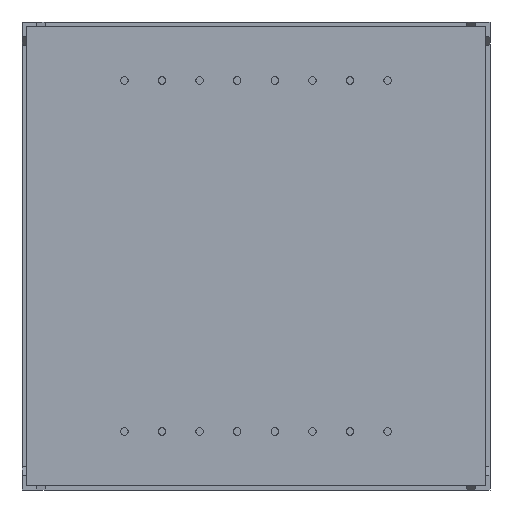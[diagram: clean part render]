
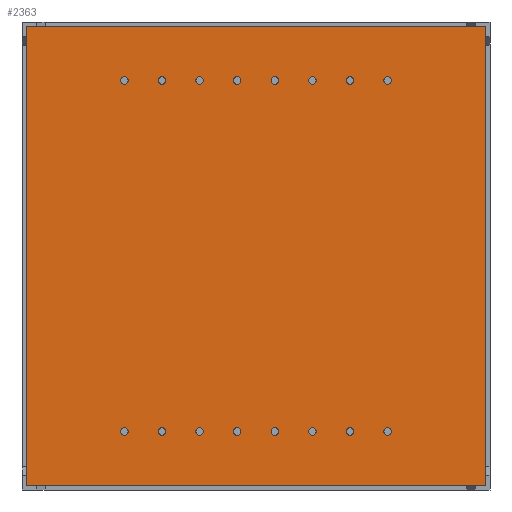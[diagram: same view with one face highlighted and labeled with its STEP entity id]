
A CAD part, front view. The second image highlights one B-rep face of the part: STEP entity #2363.
In plain terms, the highlighted planar face has unit normal (0, -1, 0).
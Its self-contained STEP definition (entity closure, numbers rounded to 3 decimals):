
#158=FACE_BOUND('',#601,.T.);
#159=FACE_BOUND('',#602,.T.);
#160=FACE_BOUND('',#603,.T.);
#161=FACE_BOUND('',#604,.T.);
#162=FACE_BOUND('',#605,.T.);
#163=FACE_BOUND('',#606,.T.);
#164=FACE_BOUND('',#607,.T.);
#165=FACE_BOUND('',#608,.T.);
#166=FACE_BOUND('',#609,.T.);
#167=FACE_BOUND('',#610,.T.);
#168=FACE_BOUND('',#611,.T.);
#169=FACE_BOUND('',#612,.T.);
#170=FACE_BOUND('',#613,.T.);
#171=FACE_BOUND('',#614,.T.);
#172=FACE_BOUND('',#615,.T.);
#173=FACE_BOUND('',#616,.T.);
#254=CIRCLE('',#2552,0.255);
#255=CIRCLE('',#2553,0.255);
#256=CIRCLE('',#2554,0.255);
#257=CIRCLE('',#2555,0.255);
#258=CIRCLE('',#2556,0.255);
#259=CIRCLE('',#2557,0.255);
#260=CIRCLE('',#2558,0.255);
#261=CIRCLE('',#2559,0.255);
#262=CIRCLE('',#2560,0.255);
#263=CIRCLE('',#2561,0.255);
#264=CIRCLE('',#2562,0.255);
#265=CIRCLE('',#2563,0.255);
#266=CIRCLE('',#2564,0.255);
#267=CIRCLE('',#2565,0.255);
#268=CIRCLE('',#2566,0.255);
#269=CIRCLE('',#2567,0.255);
#414=FACE_OUTER_BOUND('',#600,.T.);
#600=EDGE_LOOP('',(#1530,#1531,#1532,#1533));
#601=EDGE_LOOP('',(#1534));
#602=EDGE_LOOP('',(#1535));
#603=EDGE_LOOP('',(#1536));
#604=EDGE_LOOP('',(#1537));
#605=EDGE_LOOP('',(#1538));
#606=EDGE_LOOP('',(#1539));
#607=EDGE_LOOP('',(#1540));
#608=EDGE_LOOP('',(#1541));
#609=EDGE_LOOP('',(#1542));
#610=EDGE_LOOP('',(#1543));
#611=EDGE_LOOP('',(#1544));
#612=EDGE_LOOP('',(#1545));
#613=EDGE_LOOP('',(#1546));
#614=EDGE_LOOP('',(#1547));
#615=EDGE_LOOP('',(#1548));
#616=EDGE_LOOP('',(#1549));
#882=LINE('',#3475,#954);
#883=LINE('',#3477,#955);
#884=LINE('',#3479,#956);
#885=LINE('',#3480,#957);
#954=VECTOR('',#2837,31.4);
#955=VECTOR('',#2838,31.4);
#956=VECTOR('',#2839,31.4);
#957=VECTOR('',#2840,31.4);
#1026=VERTEX_POINT('',#3473);
#1027=VERTEX_POINT('',#3474);
#1028=VERTEX_POINT('',#3476);
#1029=VERTEX_POINT('',#3478);
#1030=VERTEX_POINT('',#3481);
#1031=VERTEX_POINT('',#3483);
#1032=VERTEX_POINT('',#3485);
#1033=VERTEX_POINT('',#3487);
#1034=VERTEX_POINT('',#3489);
#1035=VERTEX_POINT('',#3491);
#1036=VERTEX_POINT('',#3493);
#1037=VERTEX_POINT('',#3495);
#1038=VERTEX_POINT('',#3497);
#1039=VERTEX_POINT('',#3499);
#1040=VERTEX_POINT('',#3501);
#1041=VERTEX_POINT('',#3503);
#1042=VERTEX_POINT('',#3505);
#1043=VERTEX_POINT('',#3507);
#1044=VERTEX_POINT('',#3509);
#1045=VERTEX_POINT('',#3511);
#1234=EDGE_CURVE('',#1026,#1027,#882,.T.);
#1235=EDGE_CURVE('',#1027,#1028,#883,.T.);
#1236=EDGE_CURVE('',#1028,#1029,#884,.T.);
#1237=EDGE_CURVE('',#1029,#1026,#885,.T.);
#1238=EDGE_CURVE('',#1030,#1030,#254,.F.);
#1239=EDGE_CURVE('',#1031,#1031,#255,.F.);
#1240=EDGE_CURVE('',#1032,#1032,#256,.F.);
#1241=EDGE_CURVE('',#1033,#1033,#257,.F.);
#1242=EDGE_CURVE('',#1034,#1034,#258,.F.);
#1243=EDGE_CURVE('',#1035,#1035,#259,.F.);
#1244=EDGE_CURVE('',#1036,#1036,#260,.F.);
#1245=EDGE_CURVE('',#1037,#1037,#261,.F.);
#1246=EDGE_CURVE('',#1038,#1038,#262,.F.);
#1247=EDGE_CURVE('',#1039,#1039,#263,.F.);
#1248=EDGE_CURVE('',#1040,#1040,#264,.F.);
#1249=EDGE_CURVE('',#1041,#1041,#265,.F.);
#1250=EDGE_CURVE('',#1042,#1042,#266,.F.);
#1251=EDGE_CURVE('',#1043,#1043,#267,.F.);
#1252=EDGE_CURVE('',#1044,#1044,#268,.F.);
#1253=EDGE_CURVE('',#1045,#1045,#269,.F.);
#1530=ORIENTED_EDGE('',*,*,#1234,.T.);
#1531=ORIENTED_EDGE('',*,*,#1235,.T.);
#1532=ORIENTED_EDGE('',*,*,#1236,.T.);
#1533=ORIENTED_EDGE('',*,*,#1237,.T.);
#1534=ORIENTED_EDGE('',*,*,#1238,.F.);
#1535=ORIENTED_EDGE('',*,*,#1239,.F.);
#1536=ORIENTED_EDGE('',*,*,#1240,.F.);
#1537=ORIENTED_EDGE('',*,*,#1241,.F.);
#1538=ORIENTED_EDGE('',*,*,#1242,.F.);
#1539=ORIENTED_EDGE('',*,*,#1243,.F.);
#1540=ORIENTED_EDGE('',*,*,#1244,.F.);
#1541=ORIENTED_EDGE('',*,*,#1245,.F.);
#1542=ORIENTED_EDGE('',*,*,#1246,.F.);
#1543=ORIENTED_EDGE('',*,*,#1247,.F.);
#1544=ORIENTED_EDGE('',*,*,#1248,.F.);
#1545=ORIENTED_EDGE('',*,*,#1249,.F.);
#1546=ORIENTED_EDGE('',*,*,#1250,.F.);
#1547=ORIENTED_EDGE('',*,*,#1251,.F.);
#1548=ORIENTED_EDGE('',*,*,#1252,.F.);
#1549=ORIENTED_EDGE('',*,*,#1253,.F.);
#2122=PLANE('',#2551);
#2363=ADVANCED_FACE('',(#414,#158,#159,#160,#161,#162,#163,#164,#165,#166,
#167,#168,#169,#170,#171,#172,#173),#2122,.F.);
#2551=AXIS2_PLACEMENT_3D('',#3472,#2835,#2836);
#2552=AXIS2_PLACEMENT_3D('',#3482,#2841,#2842);
#2553=AXIS2_PLACEMENT_3D('',#3484,#2843,#2844);
#2554=AXIS2_PLACEMENT_3D('',#3486,#2845,#2846);
#2555=AXIS2_PLACEMENT_3D('',#3488,#2847,#2848);
#2556=AXIS2_PLACEMENT_3D('',#3490,#2849,#2850);
#2557=AXIS2_PLACEMENT_3D('',#3492,#2851,#2852);
#2558=AXIS2_PLACEMENT_3D('',#3494,#2853,#2854);
#2559=AXIS2_PLACEMENT_3D('',#3496,#2855,#2856);
#2560=AXIS2_PLACEMENT_3D('',#3498,#2857,#2858);
#2561=AXIS2_PLACEMENT_3D('',#3500,#2859,#2860);
#2562=AXIS2_PLACEMENT_3D('',#3502,#2861,#2862);
#2563=AXIS2_PLACEMENT_3D('',#3504,#2863,#2864);
#2564=AXIS2_PLACEMENT_3D('',#3506,#2865,#2866);
#2565=AXIS2_PLACEMENT_3D('',#3508,#2867,#2868);
#2566=AXIS2_PLACEMENT_3D('',#3510,#2869,#2870);
#2567=AXIS2_PLACEMENT_3D('',#3512,#2871,#2872);
#2835=DIRECTION('center_axis',(0.,1.,0.));
#2836=DIRECTION('ref_axis',(0.,0.,1.));
#2837=DIRECTION('',(0.,0.,-1.));
#2838=DIRECTION('',(1.,0.,0.));
#2839=DIRECTION('',(0.,0.,1.));
#2840=DIRECTION('',(-1.,0.,0.));
#2841=DIRECTION('center_axis',(0.,1.,0.));
#2842=DIRECTION('ref_axis',(0.,0.,1.));
#2843=DIRECTION('center_axis',(0.,1.,0.));
#2844=DIRECTION('ref_axis',(0.,0.,1.));
#2845=DIRECTION('center_axis',(0.,1.,0.));
#2846=DIRECTION('ref_axis',(0.,0.,1.));
#2847=DIRECTION('center_axis',(0.,1.,0.));
#2848=DIRECTION('ref_axis',(0.,0.,1.));
#2849=DIRECTION('center_axis',(0.,1.,0.));
#2850=DIRECTION('ref_axis',(0.,0.,1.));
#2851=DIRECTION('center_axis',(0.,1.,0.));
#2852=DIRECTION('ref_axis',(0.,0.,1.));
#2853=DIRECTION('center_axis',(0.,1.,0.));
#2854=DIRECTION('ref_axis',(0.,0.,1.));
#2855=DIRECTION('center_axis',(0.,1.,0.));
#2856=DIRECTION('ref_axis',(0.,0.,1.));
#2857=DIRECTION('center_axis',(0.,1.,0.));
#2858=DIRECTION('ref_axis',(0.,0.,1.));
#2859=DIRECTION('center_axis',(0.,1.,0.));
#2860=DIRECTION('ref_axis',(0.,0.,1.));
#2861=DIRECTION('center_axis',(0.,1.,0.));
#2862=DIRECTION('ref_axis',(0.,0.,1.));
#2863=DIRECTION('center_axis',(0.,1.,0.));
#2864=DIRECTION('ref_axis',(0.,0.,1.));
#2865=DIRECTION('center_axis',(0.,1.,0.));
#2866=DIRECTION('ref_axis',(0.,0.,1.));
#2867=DIRECTION('center_axis',(0.,1.,0.));
#2868=DIRECTION('ref_axis',(0.,0.,1.));
#2869=DIRECTION('center_axis',(0.,1.,0.));
#2870=DIRECTION('ref_axis',(0.,0.,1.));
#2871=DIRECTION('center_axis',(0.,1.,0.));
#2872=DIRECTION('ref_axis',(0.,0.,1.));
#3472=CARTESIAN_POINT('Origin',(-15.7,-2.5,-15.7));
#3473=CARTESIAN_POINT('',(-15.7,-2.5,15.7));
#3474=CARTESIAN_POINT('',(-15.7,-2.5,-15.7));
#3475=CARTESIAN_POINT('',(-15.7,-2.5,15.7));
#3476=CARTESIAN_POINT('',(15.7,-2.5,-15.7));
#3477=CARTESIAN_POINT('',(-15.7,-2.5,-15.7));
#3478=CARTESIAN_POINT('',(15.7,-2.5,15.7));
#3479=CARTESIAN_POINT('',(15.7,-2.5,-15.7));
#3480=CARTESIAN_POINT('',(15.7,-2.5,15.7));
#3481=CARTESIAN_POINT('',(-6.429,-2.5,12.255));
#3482=CARTESIAN_POINT('Origin',(-6.429,-2.5,12.));
#3483=CARTESIAN_POINT('',(-1.286,-2.5,12.255));
#3484=CARTESIAN_POINT('Origin',(-1.286,-2.5,12.));
#3485=CARTESIAN_POINT('',(3.857,-2.5,12.255));
#3486=CARTESIAN_POINT('Origin',(3.857,-2.5,12.));
#3487=CARTESIAN_POINT('',(9.,-2.5,12.255));
#3488=CARTESIAN_POINT('Origin',(9.,-2.5,12.));
#3489=CARTESIAN_POINT('',(-6.429,-2.5,-11.745));
#3490=CARTESIAN_POINT('Origin',(-6.429,-2.5,-12.));
#3491=CARTESIAN_POINT('',(-1.286,-2.5,-11.745));
#3492=CARTESIAN_POINT('Origin',(-1.286,-2.5,-12.));
#3493=CARTESIAN_POINT('',(3.857,-2.5,-11.745));
#3494=CARTESIAN_POINT('Origin',(3.857,-2.5,-12.));
#3495=CARTESIAN_POINT('',(9.,-2.5,-11.745));
#3496=CARTESIAN_POINT('Origin',(9.,-2.5,-12.));
#3497=CARTESIAN_POINT('',(6.429,-2.5,-11.745));
#3498=CARTESIAN_POINT('Origin',(6.429,-2.5,-12.));
#3499=CARTESIAN_POINT('',(1.286,-2.5,-11.745));
#3500=CARTESIAN_POINT('Origin',(1.286,-2.5,-12.));
#3501=CARTESIAN_POINT('',(-3.857,-2.5,-11.745));
#3502=CARTESIAN_POINT('Origin',(-3.857,-2.5,-12.));
#3503=CARTESIAN_POINT('',(-9.,-2.5,-11.745));
#3504=CARTESIAN_POINT('Origin',(-9.,-2.5,-12.));
#3505=CARTESIAN_POINT('',(6.429,-2.5,12.255));
#3506=CARTESIAN_POINT('Origin',(6.429,-2.5,12.));
#3507=CARTESIAN_POINT('',(1.286,-2.5,12.255));
#3508=CARTESIAN_POINT('Origin',(1.286,-2.5,12.));
#3509=CARTESIAN_POINT('',(-3.857,-2.5,12.255));
#3510=CARTESIAN_POINT('Origin',(-3.857,-2.5,12.));
#3511=CARTESIAN_POINT('',(-9.,-2.5,12.255));
#3512=CARTESIAN_POINT('Origin',(-9.,-2.5,12.));
